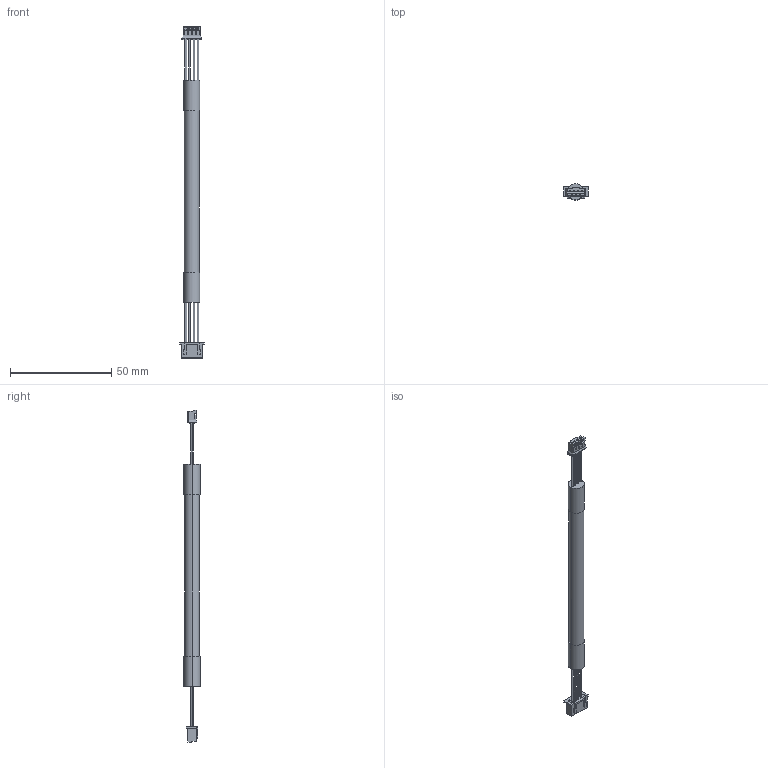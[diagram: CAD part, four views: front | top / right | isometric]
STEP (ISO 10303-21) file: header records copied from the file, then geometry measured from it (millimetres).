
FILE_DESCRIPTION (( 'STEP AP214' ), '1' );
FILE_NAME ('2010-D.STEP', '2015-09-09T10:28:48', ( '' ), ( '' ), 'SwSTEP 2.0', 'SolidWorks 2015', '' );
FILE_SCHEMA (( 'AUTOMOTIVE_DESIGN' ));
Length unit declared in the file: millimetre
Products named in the file (4): XHP-4; wifi cable; wifi PHR-4; 2010-D
Assembly tree (3 placements, depth 2):
  2010-D
    wifi PHR-4
    wifi cable
    XHP-4
Bounding box: 12.3 x 8 x 164.35 mm (x, y, z)
Volume: 6195.9 mm3; surface area: 4286.2 mm2
Topology: 4 solids, 4 shells, 261 faces, 676 edges, 444 vertices
Faces by surface type: plane 231, cylinder 30
Entity records: 10017 total; most frequent: CARTESIAN_POINT 1387, ORIENTED_EDGE 1352, DIRECTION 1270, EDGE_CURVE 676, VECTOR 616, LINE 616, VERTEX_POINT 444, AXIS2_PLACEMENT_3D 327
